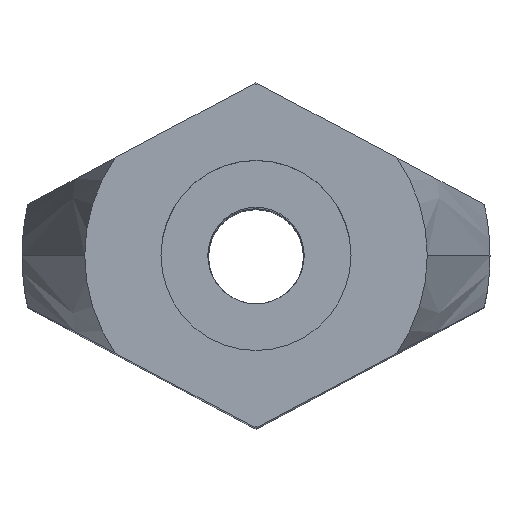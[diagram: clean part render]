
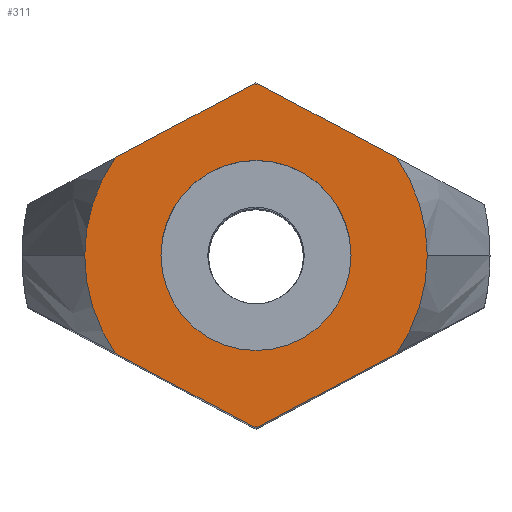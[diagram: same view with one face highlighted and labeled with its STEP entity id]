
A CAD part, top view. The second image highlights one B-rep face of the part: STEP entity #311.
In plain terms, the highlighted planar face has unit normal (0, 0, 1).
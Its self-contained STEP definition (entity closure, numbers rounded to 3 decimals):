
#187=EDGE_CURVE('',#335,#423,#518,.T.);
#197=EDGE_CURVE('',#487,#373,#529,.T.);
#211=EDGE_CURVE('',#225,#305,#543,.T.);
#225=VERTEX_POINT('',#558);
#235=EDGE_CURVE('',#373,#487,#569,.T.);
#239=EDGE_CURVE('',#283,#225,#573,.T.);
#251=EDGE_CURVE('',#363,#327,#586,.T.);
#263=EDGE_CURVE('',#429,#283,#600,.T.);
#283=VERTEX_POINT('',#621);
#291=EDGE_CURVE('',#305,#335,#630,.T.);
#305=VERTEX_POINT('',#646);
#311=ADVANCED_FACE('',(#654,#655),#656,.T.);
#327=VERTEX_POINT('',#676);
#329=EDGE_CURVE('',#327,#371,#678,.T.);
#335=VERTEX_POINT('',#684);
#351=EDGE_CURVE('',#423,#363,#702,.T.);
#363=VERTEX_POINT('',#714);
#367=EDGE_CURVE('',#371,#453,#719,.T.);
#371=VERTEX_POINT('',#723);
#373=VERTEX_POINT('',#725);
#423=VERTEX_POINT('',#783);
#429=VERTEX_POINT('',#789);
#453=VERTEX_POINT('',#816);
#487=VERTEX_POINT('',#856);
#491=EDGE_CURVE('',#453,#429,#860,.T.);
#518=CIRCLE('',#880,5.856);
#529=CIRCLE('',#893,3.25);
#543=CIRCLE('',#923,5.856);
#558=CARTESIAN_POINT('',(0.09,5.856,22.0));
#569=CIRCLE('',#956,3.25);
#573=LINE('',#963,#964);
#586=LINE('',#982,#983);
#600=CIRCLE('',#1002,5.856);
#621=CARTESIAN_POINT('',(4.804,3.349,22.0));
#630=LINE('',#1059,#1060);
#646=CARTESIAN_POINT('',(-0.09,5.856,22.0));
#654=FACE_OUTER_BOUND('',#1098,.T.);
#655=FACE_BOUND('',#1099,.T.);
#656=PLANE('',#1100);
#676=CARTESIAN_POINT('',(-0.09,-5.856,22.0));
#678=CIRCLE('',#1136,5.856);
#684=CARTESIAN_POINT('',(-4.804,3.349,22.0));
#702=CIRCLE('',#1179,5.856);
#714=CARTESIAN_POINT('',(-4.804,-3.349,22.0));
#719=LINE('',#1209,#1210);
#723=CARTESIAN_POINT('',(0.09,-5.856,22.0));
#725=CARTESIAN_POINT('',(-3.25,0.,22.0));
#783=CARTESIAN_POINT('',(-5.856,0.,22.0));
#789=CARTESIAN_POINT('',(5.856,0.,22.0));
#816=CARTESIAN_POINT('',(4.804,-3.349,22.0));
#856=CARTESIAN_POINT('',(3.25,0.0,22.0));
#860=CIRCLE('',#1399,5.856);
#880=AXIS2_PLACEMENT_3D('',#1409,#1410,#1411);
#893=AXIS2_PLACEMENT_3D('',#1423,#1424,#1425);
#923=AXIS2_PLACEMENT_3D('',#1436,#1437,#1438);
#956=AXIS2_PLACEMENT_3D('',#1467,#1468,#1469);
#963=CARTESIAN_POINT('',(0.55,5.611,22.0));
#964=VECTOR('',#1471,1.0);
#982=CARTESIAN_POINT('',(-2.833,-4.397,22.0));
#983=VECTOR('',#1482,1.0);
#1002=AXIS2_PLACEMENT_3D('',#1501,#1502,#1503);
#1059=CARTESIAN_POINT('',(-2.833,4.397,22.0));
#1060=VECTOR('',#1525,1.0);
#1098=EDGE_LOOP('',(#1560,#1561,#1562,#1563,#1564,#1565,#1566,#1567,#1568,#1569));
#1099=EDGE_LOOP('',(#1570,#1571));
#1100=AXIS2_PLACEMENT_3D('',#1572,#1573,#1574);
#1136=AXIS2_PLACEMENT_3D('',#1613,#1614,#1615);
#1179=AXIS2_PLACEMENT_3D('',#1641,#1642,#1643);
#1209=CARTESIAN_POINT('',(0.55,-5.611,22.0));
#1210=VECTOR('',#1653,1.0);
#1399=AXIS2_PLACEMENT_3D('',#1824,#1825,#1826);
#1409=CARTESIAN_POINT('',(0.,0.,22.0));
#1410=DIRECTION('',(0.,0.,1.0));
#1411=DIRECTION('',(-1.0,0.,-0.0));
#1423=CARTESIAN_POINT('',(0.0,0.0,22.0));
#1424=DIRECTION('',(0.,0.,-1.0));
#1425=DIRECTION('',(1.0,0.,0.));
#1436=CARTESIAN_POINT('',(0.,0.,22.0));
#1437=DIRECTION('',(0.,0.,1.0));
#1438=DIRECTION('',(-1.0,0.,-0.0));
#1467=CARTESIAN_POINT('',(0.0,0.0,22.0));
#1468=DIRECTION('',(0.,0.,-1.0));
#1469=DIRECTION('',(1.0,0.,0.));
#1471=DIRECTION('',(-0.883,0.469,0.));
#1482=DIRECTION('',(0.883,-0.469,0.));
#1501=CARTESIAN_POINT('',(0.,0.,22.0));
#1502=DIRECTION('',(0.,0.,1.0));
#1503=DIRECTION('',(-1.0,0.,-0.0));
#1525=DIRECTION('',(-0.883,-0.469,0.));
#1560=ORIENTED_EDGE('',*,*,#291,.T.);
#1561=ORIENTED_EDGE('',*,*,#187,.T.);
#1562=ORIENTED_EDGE('',*,*,#351,.T.);
#1563=ORIENTED_EDGE('',*,*,#251,.T.);
#1564=ORIENTED_EDGE('',*,*,#329,.T.);
#1565=ORIENTED_EDGE('',*,*,#367,.T.);
#1566=ORIENTED_EDGE('',*,*,#491,.T.);
#1567=ORIENTED_EDGE('',*,*,#263,.T.);
#1568=ORIENTED_EDGE('',*,*,#239,.T.);
#1569=ORIENTED_EDGE('',*,*,#211,.T.);
#1570=ORIENTED_EDGE('',*,*,#197,.T.);
#1571=ORIENTED_EDGE('',*,*,#235,.T.);
#1572=CARTESIAN_POINT('',(-2.928,0.,22.0));
#1573=DIRECTION('',(0.,0.,1.0));
#1574=DIRECTION('',(-1.0,0.,0.));
#1613=CARTESIAN_POINT('',(0.,0.,22.0));
#1614=DIRECTION('',(0.,0.,1.0));
#1615=DIRECTION('',(-1.0,0.,-0.0));
#1641=CARTESIAN_POINT('',(0.,0.,22.0));
#1642=DIRECTION('',(0.,0.,1.0));
#1643=DIRECTION('',(-1.0,0.,-0.0));
#1653=DIRECTION('',(0.883,0.469,0.));
#1824=CARTESIAN_POINT('',(0.,0.,22.0));
#1825=DIRECTION('',(0.,0.,1.0));
#1826=DIRECTION('',(-1.0,0.,-0.0));
